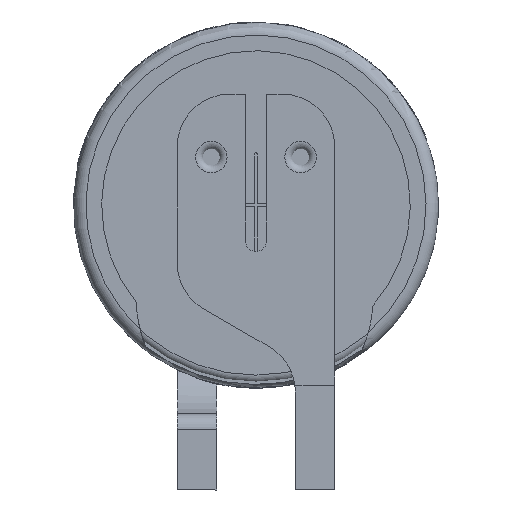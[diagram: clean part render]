
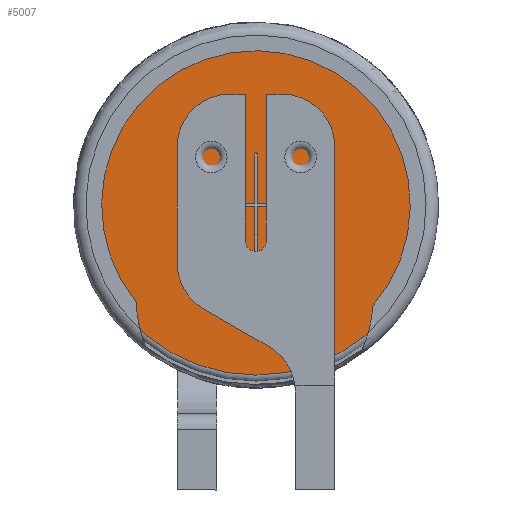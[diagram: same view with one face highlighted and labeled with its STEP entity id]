
A CAD part, front view. The second image highlights one B-rep face of the part: STEP entity #5007.
In plain terms, the highlighted planar face has unit normal (0, -1, 0).
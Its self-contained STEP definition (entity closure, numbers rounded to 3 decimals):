
#275=FACE_BOUND('',#933,.T.);
#459=PLANE('',#5324);
#629=FACE_OUTER_BOUND('',#932,.T.);
#932=EDGE_LOOP('',(#3492));
#933=EDGE_LOOP('',(#3493,#3494,#3495,#3496,#3497,#3498,#3499,#3500,#3501,
#3502,#3503,#3504));
#1244=LINE('',#7082,#1595);
#1247=LINE('',#7089,#1598);
#1252=LINE('',#7103,#1603);
#1255=LINE('',#7108,#1606);
#1261=LINE('',#7125,#1612);
#1264=LINE('',#7130,#1615);
#1267=LINE('',#7137,#1618);
#1268=LINE('',#7140,#1619);
#1595=VECTOR('',#5775,0.951);
#1598=VECTOR('',#5780,0.95);
#1603=VECTOR('',#5793,0.95);
#1606=VECTOR('',#5798,0.951);
#1612=VECTOR('',#5812,0.95);
#1615=VECTOR('',#5817,0.949);
#1618=VECTOR('',#5826,0.949);
#1619=VECTOR('',#5829,0.95);
#1944=CIRCLE('',#5287,0.025);
#1946=CIRCLE('',#5292,0.025);
#1950=CIRCLE('',#5302,0.025);
#1951=CIRCLE('',#5306,0.025);
#1960=CIRCLE('',#5323,3.24);
#2170=VERTEX_POINT('',#7072);
#2171=VERTEX_POINT('',#7073);
#2174=VERTEX_POINT('',#7081);
#2176=VERTEX_POINT('',#7087);
#2177=VERTEX_POINT('',#7088);
#2180=VERTEX_POINT('',#7096);
#2182=VERTEX_POINT('',#7102);
#2189=VERTEX_POINT('',#7123);
#2190=VERTEX_POINT('',#7124);
#2191=VERTEX_POINT('',#7129);
#2192=VERTEX_POINT('',#7133);
#2193=VERTEX_POINT('',#7139);
#2202=VERTEX_POINT('',#7168);
#2663=EDGE_CURVE('',#2170,#2171,#1944,.T.);
#2667=EDGE_CURVE('',#2174,#2170,#1244,.T.);
#2670=EDGE_CURVE('',#2176,#2177,#1247,.T.);
#2674=EDGE_CURVE('',#2180,#2176,#1946,.T.);
#2677=EDGE_CURVE('',#2182,#2180,#1252,.T.);
#2680=EDGE_CURVE('',#2171,#2182,#1255,.T.);
#2688=EDGE_CURVE('',#2189,#2190,#1261,.T.);
#2691=EDGE_CURVE('',#2191,#2189,#1264,.T.);
#2693=EDGE_CURVE('',#2192,#2191,#1950,.T.);
#2695=EDGE_CURVE('',#2177,#2192,#1267,.T.);
#2696=EDGE_CURVE('',#2193,#2174,#1268,.T.);
#2698=EDGE_CURVE('',#2190,#2193,#1951,.T.);
#2707=EDGE_CURVE('',#2202,#2202,#1960,.T.);
#3492=ORIENTED_EDGE('',*,*,#2707,.T.);
#3493=ORIENTED_EDGE('',*,*,#2688,.T.);
#3494=ORIENTED_EDGE('',*,*,#2698,.T.);
#3495=ORIENTED_EDGE('',*,*,#2696,.T.);
#3496=ORIENTED_EDGE('',*,*,#2667,.T.);
#3497=ORIENTED_EDGE('',*,*,#2663,.T.);
#3498=ORIENTED_EDGE('',*,*,#2680,.T.);
#3499=ORIENTED_EDGE('',*,*,#2677,.T.);
#3500=ORIENTED_EDGE('',*,*,#2674,.T.);
#3501=ORIENTED_EDGE('',*,*,#2670,.T.);
#3502=ORIENTED_EDGE('',*,*,#2695,.T.);
#3503=ORIENTED_EDGE('',*,*,#2693,.T.);
#3504=ORIENTED_EDGE('',*,*,#2691,.T.);
#5007=ADVANCED_FACE('',(#629,#275),#459,.T.);
#5287=AXIS2_PLACEMENT_3D('',#7074,#5767,#5768);
#5292=AXIS2_PLACEMENT_3D('',#7097,#5786,#5787);
#5302=AXIS2_PLACEMENT_3D('',#7134,#5821,#5822);
#5306=AXIS2_PLACEMENT_3D('',#7143,#5833,#5834);
#5323=AXIS2_PLACEMENT_3D('',#7169,#5867,#5868);
#5324=AXIS2_PLACEMENT_3D('',#7170,#5869,#5870);
#5767=DIRECTION('center_axis',(0.,1.,0.));
#5768=DIRECTION('ref_axis',(1.,0.,0.));
#5775=DIRECTION('',(1.,0.,0.));
#5780=DIRECTION('',(0.,0.,1.));
#5786=DIRECTION('center_axis',(0.,1.,0.));
#5787=DIRECTION('ref_axis',(0.,0.,-1.));
#5793=DIRECTION('',(0.,0.,-1.));
#5798=DIRECTION('',(-1.,0.,0.));
#5812=DIRECTION('',(0.,0.,1.));
#5817=DIRECTION('',(1.,0.,0.));
#5821=DIRECTION('center_axis',(0.,1.,0.));
#5822=DIRECTION('ref_axis',(-1.,0.,0.));
#5826=DIRECTION('',(-1.,0.,0.));
#5829=DIRECTION('',(0.,0.,-1.));
#5833=DIRECTION('center_axis',(0.,1.,0.));
#5834=DIRECTION('ref_axis',(1.,0.,0.));
#5867=DIRECTION('center_axis',(0.,-1.,0.));
#5868=DIRECTION('ref_axis',(1.,0.,0.));
#5869=DIRECTION('center_axis',(0.,-1.,0.));
#5870=DIRECTION('ref_axis',(0.,0.,-1.));
#7072=CARTESIAN_POINT('',(0.974,-2.2,0.024));
#7073=CARTESIAN_POINT('',(0.974,-2.2,-0.026));
#7074=CARTESIAN_POINT('Origin',(0.974,-2.2,-0.001));
#7081=CARTESIAN_POINT('',(0.023,-2.2,0.024));
#7082=CARTESIAN_POINT('',(0.821,-2.2,0.024));
#7087=CARTESIAN_POINT('',(-0.027,-2.2,-0.976));
#7088=CARTESIAN_POINT('',(-0.027,-2.2,-0.026));
#7089=CARTESIAN_POINT('',(-0.027,-2.2,-0.488));
#7096=CARTESIAN_POINT('',(0.023,-2.2,-0.976));
#7097=CARTESIAN_POINT('Origin',(-0.002,-2.2,-0.976));
#7102=CARTESIAN_POINT('',(0.023,-2.2,-0.026));
#7103=CARTESIAN_POINT('',(0.023,-2.2,-0.013));
#7108=CARTESIAN_POINT('',(1.297,-2.2,-0.026));
#7123=CARTESIAN_POINT('',(-0.027,-2.2,0.024));
#7124=CARTESIAN_POINT('',(-0.027,-2.2,0.974));
#7125=CARTESIAN_POINT('',(-0.027,-2.2,0.012));
#7129=CARTESIAN_POINT('',(-0.976,-2.2,0.024));
#7130=CARTESIAN_POINT('',(0.322,-2.2,0.024));
#7133=CARTESIAN_POINT('',(-0.976,-2.2,-0.026));
#7134=CARTESIAN_POINT('Origin',(-0.976,-2.2,-0.001));
#7137=CARTESIAN_POINT('',(0.796,-2.2,-0.026));
#7139=CARTESIAN_POINT('',(0.023,-2.2,0.974));
#7140=CARTESIAN_POINT('',(0.023,-2.2,0.487));
#7143=CARTESIAN_POINT('Origin',(-0.002,-2.2,0.974));
#7168=CARTESIAN_POINT('',(3.24,-2.2,0.));
#7169=CARTESIAN_POINT('Origin',(0.,-2.2,0.));
#7170=CARTESIAN_POINT('Origin',(1.62,-2.2,0.));
